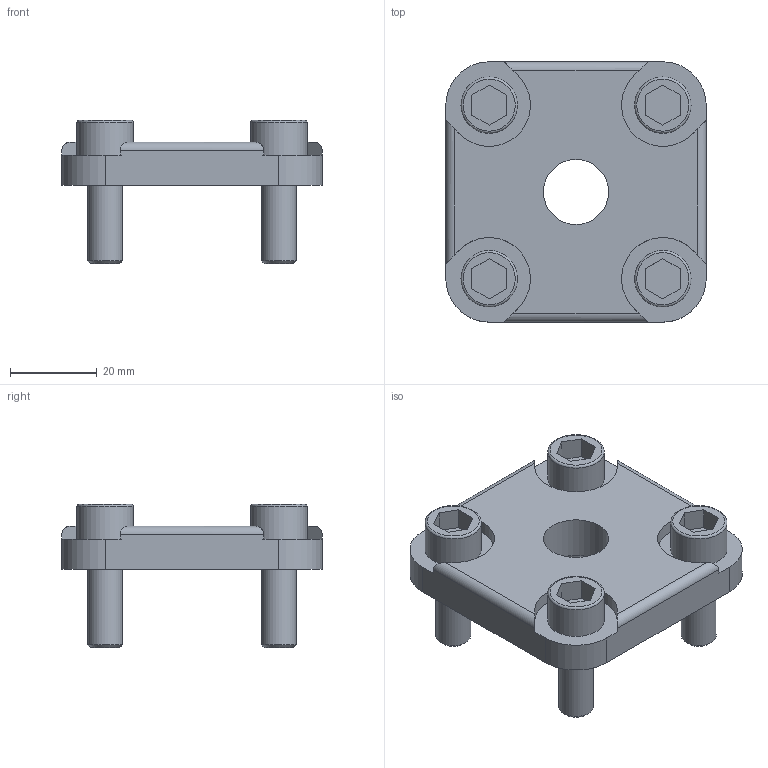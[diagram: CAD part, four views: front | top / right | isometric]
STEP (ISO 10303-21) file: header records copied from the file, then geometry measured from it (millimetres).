
FILE_DESCRIPTION(/* description */ ('Unknown'),/* implementation_level */ '2;1');
FILE_NAME(/* name */ 'TopFlange01',/* time_stamp */ '2021-10-25T17:39:33+01:00',/* author */ ('Unknown'),/* organization */ ('Unknown'),/* preprocessor_version */ 'ST-DEVELOPER v16.7',/* originating_system */ 'Solid Edge',/* authorisation */ 'Unknown');
FILE_SCHEMA (('AUTOMOTIVE_DESIGN {1 0 10303 214 3 1 1}'));
Length unit declared in the file: millimetre
Products named in the file (3): TopFlange01; TopFlange1; AllenScrewM8
Assembly tree (5 placements, depth 2):
  TopFlange01
    TopFlange1
    AllenScrewM8  x4
Bounding box: 60 x 60 x 33 mm (x, y, z)
Volume: 35617.8 mm3; surface area: 15060.6 mm2
Topology: 5 solids, 5 shells, 91 faces, 220 edges, 147 vertices
Faces by surface type: plane 58, cylinder 25, torus 4, cone 4
Full cylindrical faces by diameter (mm): 8 x4, 10 x4, 13 x4, 15 x1
Entity records: 1580 total; most frequent: DIRECTION 268, CARTESIAN_POINT 257, ORIENTED_EDGE 236, EDGE_CURVE 118, AXIS2_PLACEMENT_3D 95, VERTEX_POINT 84, LINE 78, VECTOR 78
